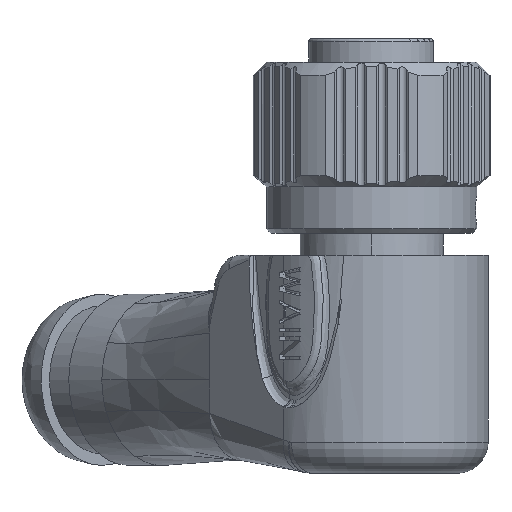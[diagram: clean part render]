
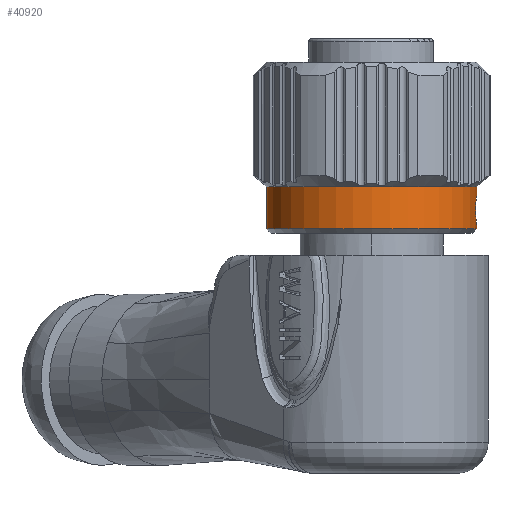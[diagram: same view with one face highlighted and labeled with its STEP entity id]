
A CAD part, left-side view. The second image highlights one B-rep face of the part: STEP entity #40920.
In plain terms, the highlighted cylindrical face has radius 6.75 mm (diameter 13.5 mm), a partial arc.
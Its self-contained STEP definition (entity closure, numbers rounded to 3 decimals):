
#9382=CARTESIAN_POINT('',(0.,-6.75,-8.5));
#9383=CARTESIAN_POINT('',(-0.07,-6.75,-8.5));
#9384=CARTESIAN_POINT('',(-0.21,-6.748,
-8.515));
#9385=CARTESIAN_POINT('',(-0.41,-6.738,
-8.58));
#9386=CARTESIAN_POINT('',(-0.593,-6.725,-8.686));
#9387=CARTESIAN_POINT('',(-0.748,-6.709,
-8.826));
#9388=CARTESIAN_POINT('',(-0.873,-6.694,
-8.997));
#9389=CARTESIAN_POINT('',(-0.958,-6.682,
-9.188));
#9390=CARTESIAN_POINT('',(-1.002,-6.675,
-9.396));
#9391=CARTESIAN_POINT('',(-1.002,-6.675,
-9.606));
#9392=CARTESIAN_POINT('',(-0.957,-6.682,
-9.814));
#9393=CARTESIAN_POINT('',(-0.872,-6.694,
-10.005));
#9394=CARTESIAN_POINT('',(-0.747,-6.709,
-10.176));
#9395=CARTESIAN_POINT('',(-0.592,-6.725,
-10.315));
#9396=CARTESIAN_POINT('',(-0.409,-6.739,
-10.42));
#9397=CARTESIAN_POINT('',(-0.209,-6.748,
-10.485));
#9398=CARTESIAN_POINT('',(-0.07,-6.75,-10.5));
#9399=CARTESIAN_POINT('',(0.,-6.75,-10.5));
#10371=DIRECTION('',(0.,0.,1.));
#10372=VECTOR('',#10371,0.2);
#10373=CARTESIAN_POINT('',(0.,-6.75,
-10.7));
#10374=LINE('',#10373,#10372);
#10378=DIRECTION('',(0.,0.,1.));
#10379=VECTOR('',#10378,0.5);
#10380=CARTESIAN_POINT('',(0.,-6.75,-8.5));
#10381=LINE('',#10380,#10379);
#10553=CARTESIAN_POINT('',(0.,0.,-10.7));
#10554=DIRECTION('',(0.,0.,-1.));
#10555=DIRECTION('',(0.,-1.,0.));
#10556=AXIS2_PLACEMENT_3D('',#10553,#10554,#10555);
#10561=DIRECTION('',(0.,0.,1.));
#10562=VECTOR('',#10561,2.7);
#10563=CARTESIAN_POINT('',(0.,6.75,
-10.7));
#10564=LINE('',#10563,#10562);
#10568=CARTESIAN_POINT('',(0.,0.,-8.));
#10569=DIRECTION('',(0.,0.,-1.));
#10570=DIRECTION('',(0.,-1.,0.));
#10571=AXIS2_PLACEMENT_3D('',#10568,#10569,#10570);
#24335=VERTEX_POINT('',#9382);
#24336=VERTEX_POINT('',#9399);
#24375=CARTESIAN_POINT('',(0.,6.75,-8.));
#24376=CARTESIAN_POINT('',(0.,-6.75,-8.));
#24377=VERTEX_POINT('',#24375);
#24378=VERTEX_POINT('',#24376);
#24635=CARTESIAN_POINT('',(0.,-6.75,-10.7));
#24636=CARTESIAN_POINT('',(0.,6.75,-10.7));
#24637=VERTEX_POINT('',#24635);
#24638=VERTEX_POINT('',#24636);
#40906=CARTESIAN_POINT('',(0.,0.,-11.));
#40907=DIRECTION('',(0.,0.,-1.));
#40908=DIRECTION('',(0.,-1.,0.));
#40909=AXIS2_PLACEMENT_3D('',#40906,#40907,#40908);
#40910=CYLINDRICAL_SURFACE('',#40909,6.75);
#40911=ORIENTED_EDGE('',*,*,#40900,.T.);
#40912=ORIENTED_EDGE('',*,*,#40769,.T.);
#40914=ORIENTED_EDGE('',*,*,#40913,.F.);
#40915=ORIENTED_EDGE('',*,*,#40765,.F.);
#40916=ORIENTED_EDGE('',*,*,#39789,.T.);
#40917=ORIENTED_EDGE('',*,*,#40762,.F.);
#40918=EDGE_LOOP('',(#40911,#40912,#40914,#40915,#40916,#40917));
#40919=FACE_OUTER_BOUND('',#40918,.F.);
#40920=ADVANCED_FACE('',(#40919),#40910,.T.);
#9400=B_SPLINE_CURVE_WITH_KNOTS('',3,(#9382,#9383,#9384,#9385,#9386,#9387,#9388,
#9389,#9390,#9391,#9392,#9393,#9394,#9395,#9396,#9397,#9398,#9399),
.UNSPECIFIED.,.F.,.F.,(4,1,1,1,1,1,1,1,1,1,1,1,1,1,1,4),(0.,0.067,
0.133,0.2,0.267,0.333,0.4,
0.467,0.533,0.6,0.667,0.733,
0.8,0.867,0.933,1.),.UNSPECIFIED.);
#10557=CIRCLE('',#10556,6.75);
#10572=CIRCLE('',#10571,6.75);
#39789=EDGE_CURVE('',#24335,#24336,#9400,.T.);
#40762=EDGE_CURVE('',#24637,#24336,#10374,.T.);
#40765=EDGE_CURVE('',#24335,#24378,#10381,.T.);
#40769=EDGE_CURVE('',#24638,#24377,#10564,.T.);
#40900=EDGE_CURVE('',#24637,#24638,#10557,.T.);
#40913=EDGE_CURVE('',#24378,#24377,#10572,.T.);
